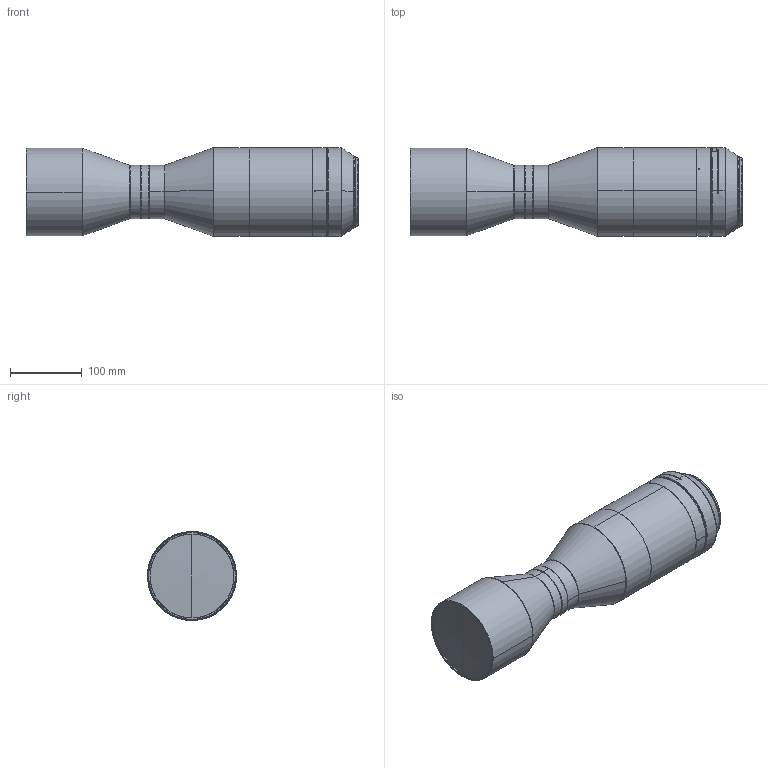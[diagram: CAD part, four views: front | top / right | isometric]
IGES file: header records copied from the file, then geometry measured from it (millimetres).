
Start section: SolidWorks IGES file using analytic representation for surfaces
Global section: file name: DTCA24K-92-M95-AL.IGS; native system: SolidWorks 2017; preprocessor: SolidWorks 2017; author: luosh; date: 190815.153723; units: millimetre
Bounding box: 462.45 x 123.99 x 123.98 mm (x, y, z)
Surface area: 186409.3 mm2 (no closed solid volume)
Topology: 0 solids, 0 shells, 117 faces, 2108 edges, 2104 vertices
Faces by surface type: revolution 86, bspline 31
